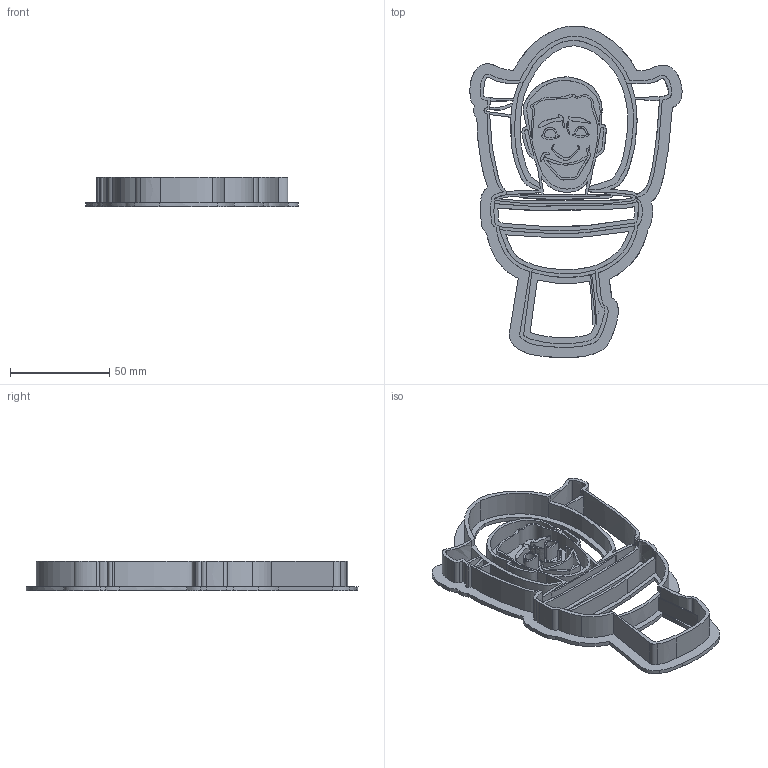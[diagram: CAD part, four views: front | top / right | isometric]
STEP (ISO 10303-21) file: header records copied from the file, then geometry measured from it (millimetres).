
FILE_DESCRIPTION(/* description */ (''),/* implementation_level */ '2;1');
FILE_NAME(/* name */ 'Untitled v9.step',/* time_stamp */ '2025-04-09T11:17:25+05:30',/* author */ (''),/* organization */ (''),/* preprocessor_version */ 'ST-DEVELOPER v20.1',/* originating_system */ 'Autodesk Translation Framework v14.4.0.0',/* authorisation */ '');
FILE_SCHEMA (('AUTOMOTIVE_DESIGN { 1 0 10303 214 3 1 1 }'));
Length unit declared in the file: millimetre
Products named in the file (1): Untitled
Bounding box: 106.98 x 167.39 x 14.7 mm (x, y, z)
Volume: 34442.3 mm3; surface area: 45299.1 mm2
Topology: 1 solids, 1 shells, 232 faces, 643 edges, 422 vertices
Faces by surface type: bspline 177, plane 53, cylinder 2
Entity records: 25346 total; most frequent: CARTESIAN_POINT 20956, ORIENTED_EDGE 1286, EDGE_CURVE 643, VERTEX_POINT 422, DIRECTION 385, EDGE_LOOP 271, LINE 265, VECTOR 265
